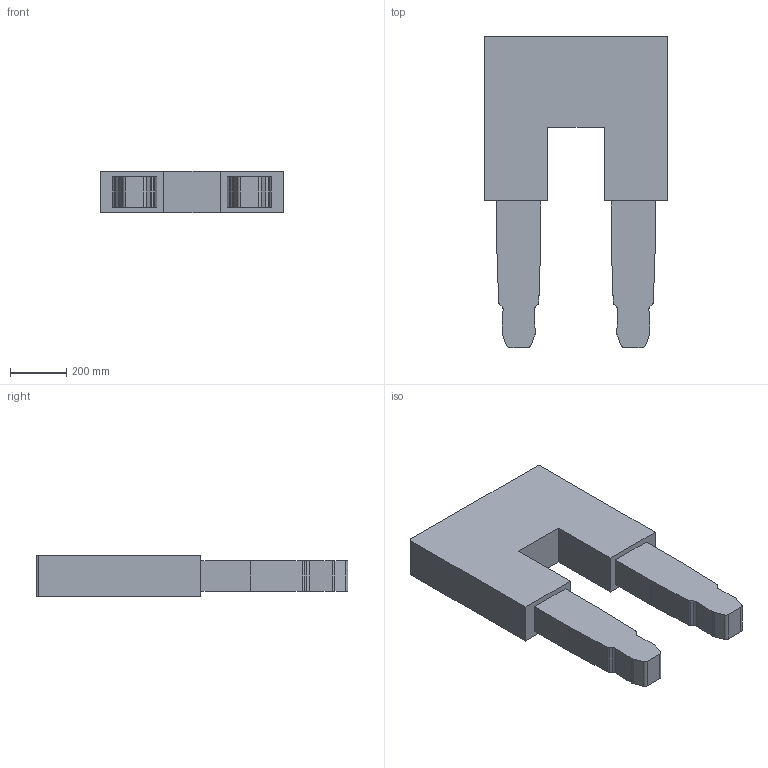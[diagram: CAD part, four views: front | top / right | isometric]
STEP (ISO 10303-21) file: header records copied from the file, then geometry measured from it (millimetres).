
FILE_DESCRIPTION((''),'2;1');
FILE_NAME('PRT0006','2018-11-30T',('Administrator'),(''),'PRO/ENGINEER BY PARAMETRIC TECHNOLOGY CORPORATION, 2008380','PRO/ENGINEER BY PARAMETRIC TECHNOLOGY CORPORATION, 2008380','');
FILE_SCHEMA(('CONFIG_CONTROL_DESIGN'));
Length unit declared in the file: inch
Products named in the file (1): PRT0006
Bounding box: 650.24 x 1104.9 x 147.32 mm (x, y, z)
Volume: 63678631.5 mm3; surface area: 1593333 mm2
Topology: 1 solids, 1 shells, 54 faces, 150 edges, 100 vertices
Faces by surface type: plane 36, cylinder 18
Entity records: 1770 total; most frequent: CARTESIAN_POINT 304, ORIENTED_EDGE 300, DIRECTION 294, EDGE_CURVE 150, VECTOR 114, LINE 114, VERTEX_POINT 100, AXIS2_PLACEMENT_3D 90
